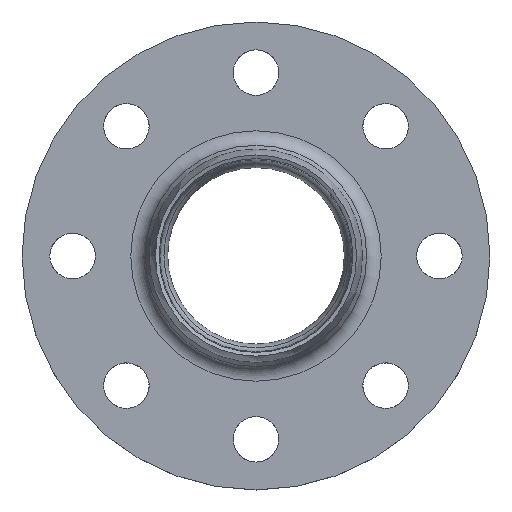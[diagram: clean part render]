
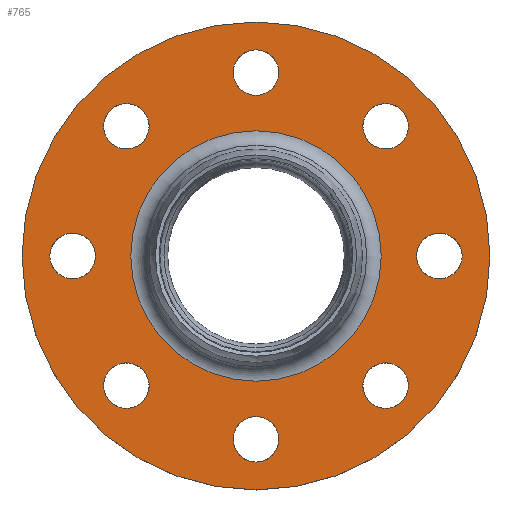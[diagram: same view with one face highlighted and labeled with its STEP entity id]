
A CAD part, top view. The second image highlights one B-rep face of the part: STEP entity #765.
In plain terms, the highlighted planar face has unit normal (0, 0, 1).
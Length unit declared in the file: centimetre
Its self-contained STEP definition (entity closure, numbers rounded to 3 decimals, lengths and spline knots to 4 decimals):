
#42=FACE_BOUND('',#198,.T.);
#43=FACE_BOUND('',#199,.T.);
#44=FACE_BOUND('',#200,.T.);
#45=FACE_BOUND('',#201,.T.);
#46=FACE_BOUND('',#202,.T.);
#47=FACE_BOUND('',#203,.T.);
#48=FACE_BOUND('',#204,.T.);
#49=FACE_BOUND('',#205,.T.);
#50=FACE_BOUND('',#206,.T.);
#55=PLANE('',#884);
#157=FACE_OUTER_BOUND('',#197,.T.);
#197=EDGE_LOOP('',(#706));
#198=EDGE_LOOP('',(#707));
#199=EDGE_LOOP('',(#708));
#200=EDGE_LOOP('',(#709));
#201=EDGE_LOOP('',(#710));
#202=EDGE_LOOP('',(#711));
#203=EDGE_LOOP('',(#712));
#204=EDGE_LOOP('',(#713));
#205=EDGE_LOOP('',(#714));
#206=EDGE_LOOP('',(#715));
#263=CIRCLE('',#843,9.);
#265=CIRCLE('',#846,9.);
#267=CIRCLE('',#849,9.);
#269=CIRCLE('',#852,9.);
#287=CIRCLE('',#872,9.);
#288=CIRCLE('',#874,9.);
#289=CIRCLE('',#876,9.);
#290=CIRCLE('',#878,9.);
#293=CIRCLE('',#883,49.509);
#294=CIRCLE('',#885,92.5);
#338=VERTEX_POINT('',#1402);
#342=VERTEX_POINT('',#1426);
#346=VERTEX_POINT('',#1450);
#350=VERTEX_POINT('',#1474);
#364=VERTEX_POINT('',#1509);
#365=VERTEX_POINT('',#1527);
#367=VERTEX_POINT('',#1548);
#368=VERTEX_POINT('',#1566);
#370=VERTEX_POINT('',#1588);
#371=VERTEX_POINT('',#1592);
#437=EDGE_CURVE('',#338,#338,#263,.T.);
#442=EDGE_CURVE('',#342,#342,#265,.T.);
#447=EDGE_CURVE('',#346,#346,#267,.T.);
#452=EDGE_CURVE('',#350,#350,#269,.T.);
#470=EDGE_CURVE('',#364,#364,#287,.T.);
#473=EDGE_CURVE('',#365,#365,#288,.T.);
#477=EDGE_CURVE('',#367,#367,#289,.T.);
#480=EDGE_CURVE('',#368,#368,#290,.T.);
#486=EDGE_CURVE('',#370,#370,#293,.T.);
#487=EDGE_CURVE('',#371,#371,#294,.T.);
#706=ORIENTED_EDGE('',*,*,#487,.F.);
#707=ORIENTED_EDGE('',*,*,#437,.T.);
#708=ORIENTED_EDGE('',*,*,#442,.T.);
#709=ORIENTED_EDGE('',*,*,#447,.T.);
#710=ORIENTED_EDGE('',*,*,#452,.T.);
#711=ORIENTED_EDGE('',*,*,#470,.T.);
#712=ORIENTED_EDGE('',*,*,#473,.T.);
#713=ORIENTED_EDGE('',*,*,#477,.T.);
#714=ORIENTED_EDGE('',*,*,#480,.T.);
#715=ORIENTED_EDGE('',*,*,#486,.T.);
#765=ADVANCED_FACE('',(#157,#42,#43,#44,#45,#46,#47,#48,#49,#50),#55,.T.);
#843=AXIS2_PLACEMENT_3D('',#1404,#1046,#1047);
#846=AXIS2_PLACEMENT_3D('',#1428,#1053,#1054);
#849=AXIS2_PLACEMENT_3D('',#1452,#1060,#1061);
#852=AXIS2_PLACEMENT_3D('',#1476,#1067,#1068);
#872=AXIS2_PLACEMENT_3D('',#1510,#1107,#1108);
#874=AXIS2_PLACEMENT_3D('',#1528,#1112,#1113);
#876=AXIS2_PLACEMENT_3D('',#1549,#1117,#1118);
#878=AXIS2_PLACEMENT_3D('',#1567,#1122,#1123);
#883=AXIS2_PLACEMENT_3D('',#1590,#1134,#1135);
#884=AXIS2_PLACEMENT_3D('',#1591,#1136,#1137);
#885=AXIS2_PLACEMENT_3D('',#1593,#1138,#1139);
#1046=DIRECTION('center_axis',(0.,0.,
-1.));
#1047=DIRECTION('ref_axis',(0.707,0.707,0.));
#1053=DIRECTION('center_axis',(0.,0.,
-1.));
#1054=DIRECTION('ref_axis',(-0.707,0.707,0.));
#1060=DIRECTION('center_axis',(0.,0.,
-1.));
#1061=DIRECTION('ref_axis',(-0.707,-0.707,0.));
#1067=DIRECTION('center_axis',(0.,0.,
-1.));
#1068=DIRECTION('ref_axis',(0.707,-0.707,0.));
#1107=DIRECTION('center_axis',(0.,0.,
-1.));
#1108=DIRECTION('ref_axis',(-1.,0.,0.));
#1112=DIRECTION('center_axis',(0.,0.,
-1.));
#1113=DIRECTION('ref_axis',(1.,0.,0.));
#1117=DIRECTION('center_axis',(0.,0.,
-1.));
#1118=DIRECTION('ref_axis',(0.,1.,0.));
#1122=DIRECTION('center_axis',(0.,0.,
-1.));
#1123=DIRECTION('ref_axis',(0.,-1.,0.));
#1134=DIRECTION('center_axis',(0.,0.,
-1.));
#1135=DIRECTION('ref_axis',(1.,0.,0.));
#1136=DIRECTION('center_axis',(0.,0.,
1.));
#1137=DIRECTION('ref_axis',(0.,-1.,0.));
#1138=DIRECTION('center_axis',(0.,0.,
-1.));
#1139=DIRECTION('ref_axis',(1.,0.,0.));
#1402=CARTESIAN_POINT('',(142.2704,-47.535,72.6503));
#1404=CARTESIAN_POINT('Origin',(148.6344,-41.171,72.6503));
#1426=CARTESIAN_POINT('',(52.4679,-47.535,72.6503));
#1428=CARTESIAN_POINT('Origin',(46.1039,-41.171,72.6503));
#1450=CARTESIAN_POINT('',(52.4679,-137.3375,72.6503));
#1452=CARTESIAN_POINT('Origin',(46.1039,-143.7015,72.6503));
#1474=CARTESIAN_POINT('',(142.2704,-137.3375,72.6503));
#1476=CARTESIAN_POINT('Origin',(148.6344,-143.7015,72.6503));
#1509=CARTESIAN_POINT('',(178.8691,-92.4363,72.6503));
#1510=CARTESIAN_POINT('Origin',(169.8691,-92.4363,72.6503));
#1527=CARTESIAN_POINT('',(15.8691,-92.4363,72.6503));
#1528=CARTESIAN_POINT('Origin',(24.8691,-92.4363,72.6503));
#1548=CARTESIAN_POINT('',(97.3691,-173.9363,72.6503));
#1549=CARTESIAN_POINT('Origin',(97.3691,-164.9363,72.6503));
#1566=CARTESIAN_POINT('',(97.3691,-10.9363,72.6503));
#1567=CARTESIAN_POINT('Origin',(97.3691,-19.9363,72.6503));
#1588=CARTESIAN_POINT('',(97.3691,-141.9453,72.6503));
#1590=CARTESIAN_POINT('Origin',(97.3691,-92.4363,72.6503));
#1591=CARTESIAN_POINT('Origin',(168.3736,-92.4363,72.6503));
#1592=CARTESIAN_POINT('',(4.8691,-92.4363,72.6503));
#1593=CARTESIAN_POINT('Origin',(97.3691,-92.4363,72.6503));
